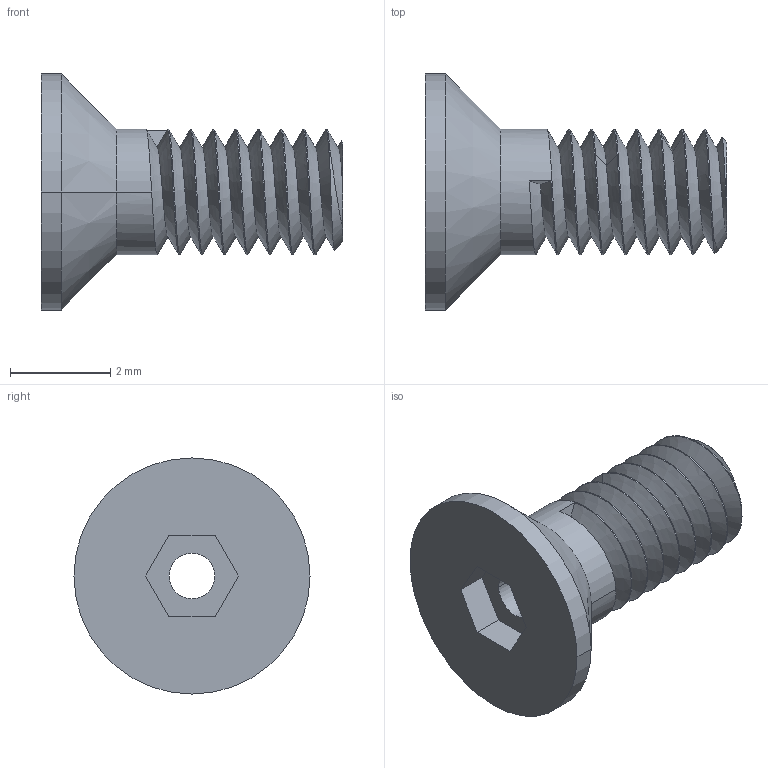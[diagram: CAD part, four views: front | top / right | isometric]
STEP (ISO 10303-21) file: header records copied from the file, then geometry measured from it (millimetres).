
FILE_DESCRIPTION((''),'2;1');
FILE_NAME('MFA-254','2019-02-20T',('SYSTEM'),(''),'PRO/ENGINEER BY PARAMETRIC TECHNOLOGY CORPORATION, 2016360','PRO/ENGINEER BY PARAMETRIC TECHNOLOGY CORPORATION, 2016360','');
FILE_SCHEMA(('AUTOMOTIVE_DESIGN { 1 0 10303 214 1 1 1 1 }'));
Length unit declared in the file: millimetre
Products named in the file (1): MFA-254
Bounding box: 6 x 4.7 x 4.7 mm (x, y, z)
Volume: 31 mm3; surface area: 115.9 mm2
Topology: 1 solids, 1 shells, 38 faces, 99 edges, 64 vertices
Faces by surface type: cylinder 19, plane 10, bspline 6, cone 3
Entity records: 3041 total; most frequent: CARTESIAN_POINT 2045, ORIENTED_EDGE 198, DIRECTION 134, EDGE_CURVE 99, VERTEX_POINT 64, VECTOR 46, LINE 46, AXIS2_PLACEMENT_3D 44
